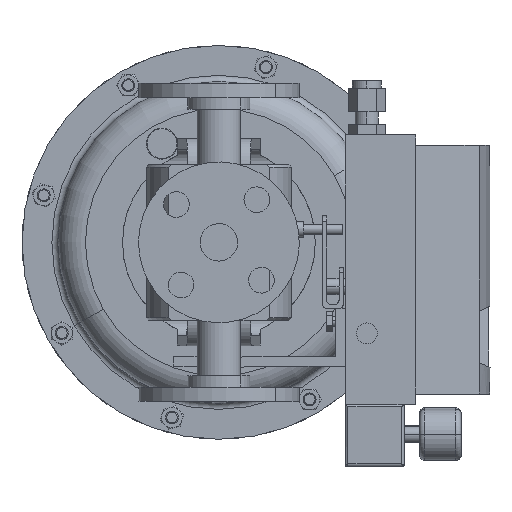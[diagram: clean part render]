
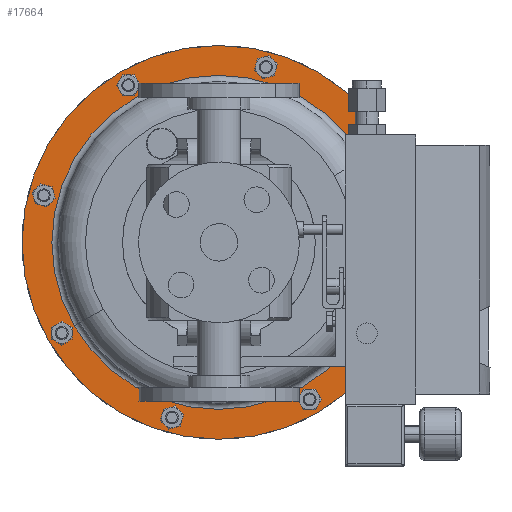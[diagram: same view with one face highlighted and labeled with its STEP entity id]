
A CAD part, front view. The second image highlights one B-rep face of the part: STEP entity #17664.
In plain terms, the highlighted planar face has unit normal (0, -1, 0).
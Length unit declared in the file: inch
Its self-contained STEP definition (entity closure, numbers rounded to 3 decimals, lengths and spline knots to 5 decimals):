
#690 = DIRECTION ( 'NONE',  ( 0., 1., 0. ) ) ;
#1608 = EDGE_LOOP ( 'NONE', ( #14731, #3278 ) ) ;
#1993 = DIRECTION ( 'NONE',  ( 0., 1., 0. ) ) ;
#2405 = CARTESIAN_POINT ( 'NONE',  ( -3.48922, 9.012, -3.8895 ) ) ;
#2831 = PLANE ( 'NONE',  #14698 ) ;
#3278 = ORIENTED_EDGE ( 'NONE', *, *, #20554, .T. ) ;
#3279 = DIRECTION ( 'NONE',  ( 0., 1., 0. ) ) ;
#4767 = AXIS2_PLACEMENT_3D ( 'NONE', #13948, #3279, #15728 ) ;
#5205 = DIRECTION ( 'NONE',  ( 0., 1., 0. ) ) ;
#5728 = VERTEX_POINT ( 'NONE', #14751 ) ;
#6067 = CARTESIAN_POINT ( 'NONE',  ( 3.48922, 9.012, 0.1395 ) ) ;
#6440 = CARTESIAN_POINT ( 'NONE',  ( -2.375, 9.012, 2.23862 ) ) ;
#8224 = DIRECTION ( 'NONE',  ( 0.866, 0., 0.5 ) ) ;
#9104 = CARTESIAN_POINT ( 'NONE',  ( -4.11362, 9.012, -4.25 ) ) ;
#9243 = CIRCLE ( 'NONE', #19615, 4.75 ) ;
#11286 = VERTEX_POINT ( 'NONE', #9104 ) ;
#11368 = CARTESIAN_POINT ( 'NONE',  ( 0., 9.012, -1.875 ) ) ;
#11547 = AXIS2_PLACEMENT_3D ( 'NONE', #12677, #1993, #14433 ) ;
#12677 = CARTESIAN_POINT ( 'NONE',  ( 0., 9.012, -1.875 ) ) ;
#13147 = DIRECTION ( 'NONE',  ( -0.866, 0., -0.5 ) ) ;
#13449 = AXIS2_PLACEMENT_3D ( 'NONE', #15853, #5205, #17640 ) ;
#13783 = CIRCLE ( 'NONE', #11547, 4.029 ) ;
#13948 = CARTESIAN_POINT ( 'NONE',  ( 0., 9.012, -1.875 ) ) ;
#14433 = DIRECTION ( 'NONE',  ( -0.866, 0., -0.5 ) ) ;
#14698 = AXIS2_PLACEMENT_3D ( 'NONE', #6440, #18846, #8224 ) ;
#14731 = ORIENTED_EDGE ( 'NONE', *, *, #22460, .T. ) ;
#14751 = CARTESIAN_POINT ( 'NONE',  ( 4.11362, 9.012, 0.5 ) ) ;
#15024 = FACE_OUTER_BOUND ( 'NONE', #16669, .T. ) ;
#15454 = ORIENTED_EDGE ( 'NONE', *, *, #17084, .F. ) ;
#15728 = DIRECTION ( 'NONE',  ( -0.866, 0., -0.5 ) ) ;
#15853 = CARTESIAN_POINT ( 'NONE',  ( 0., 9.012, -1.875 ) ) ;
#16611 = VERTEX_POINT ( 'NONE', #6067 ) ;
#16669 = EDGE_LOOP ( 'NONE', ( #19017, #15454 ) ) ;
#17084 = EDGE_CURVE ( 'NONE', #5728, #11286, #9243, .T. ) ;
#17640 = DIRECTION ( 'NONE',  ( -0.866, 0., -0.5 ) ) ;
#17664 = ADVANCED_FACE ( 'NONE', ( #19214, #15024 ), #2831, .T. ) ;
#18137 = VERTEX_POINT ( 'NONE', #2405 ) ;
#18846 = DIRECTION ( 'NONE',  ( 0., -1., 0. ) ) ;
#19017 = ORIENTED_EDGE ( 'NONE', *, *, #19976, .F. ) ;
#19214 = FACE_BOUND ( 'NONE', #1608, .T. ) ;
#19615 = AXIS2_PLACEMENT_3D ( 'NONE', #11368, #690, #13147 ) ;
#19976 = EDGE_CURVE ( 'NONE', #11286, #5728, #21342, .T. ) ;
#20554 = EDGE_CURVE ( 'NONE', #16611, #18137, #21856, .T. ) ;
#21342 = CIRCLE ( 'NONE', #4767, 4.75 ) ;
#21856 = CIRCLE ( 'NONE', #13449, 4.029 ) ;
#22460 = EDGE_CURVE ( 'NONE', #18137, #16611, #13783, .T. ) ;
